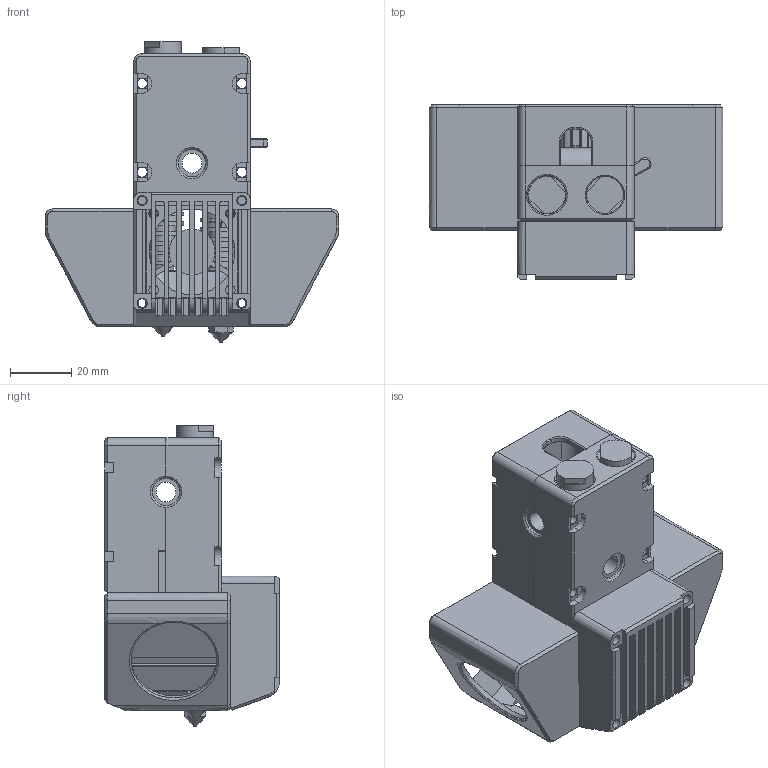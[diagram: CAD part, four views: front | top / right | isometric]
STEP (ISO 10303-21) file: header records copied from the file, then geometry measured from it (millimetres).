
FILE_DESCRIPTION(/* description */ (''),/* implementation_level */ '2;1');
FILE_NAME(/* name */ 'Mark1s.step',/* time_stamp */ '2019-05-29T22:22:48+10:00',/* author */ ('ryan.yy.huang'),/* organization */ (''),/* preprocessor_version */ 'ST-DEVELOPER v17.2',/* originating_system */ 'Autodesk Translation Framework v7.6.0.251',/* authorisation */ '');
FILE_SCHEMA (('AUTOMOTIVE_DESIGN { 1 0 10303 214 3 1 1 }'));
Length unit declared in the file: millimetre
Products named in the file (33): Mark1s; Hardware; 9434K51; Component10; Component11; Component12; Component13; Component27; Component28; Component29; Component30; Component31; Component32; Component33; Component34; Component35; Component36; Component37; Printing; Component6; Component7; Component8; Component9; Component38; Component39; Component47; Component41; Component42; Component43; Component44; Component45; Component46; Component49
Assembly tree (32 placements, depth 4):
  Mark1s
    Hardware
      9434K51
      Component10
      Component11
      Component12
      Component13
      Component27
      Component28
      Component29
      Component30
      Component31
      Component32
      Component33
      Component34
      Component35
      Component36
      Component37
    Printing
      Component6
        Component7
        Component8
        Component9
      Component38
      Component39
      Component47
      Component41
      Component42
      Component43
      Component44
      Component45
      Component46
      Component49
Bounding box: 96 x 57 x 98.1 mm (x, y, z)
Volume: 90126.2 mm3; surface area: 80975.8 mm2
Topology: 29 solids, 29 shells, 1389 faces, 3688 edges, 2360 vertices
Faces by surface type: plane 796, cylinder 394, torus 81, bspline 67, cone 43, sphere 8
Full cylindrical faces by diameter (mm): 0.4 x2, 2 x2, 2.2 x1, 2.7 x1, 2.8 x4, 3 x4, 3.2 x4, 3.3 x18, 3.4 x2, 4 x2, 5 x6, 6 x2, 6.15 x2, 6.3 x2, 6.5 x7, 7 x6, 7.7 x2, 8.3 x10, 8.5 x1, 9 x3, 9.6 x1, 11.5 x4, 12 x10, 12.2 x2, 12.3 x1, 12.5 x3, 12.8 x1, 13.5 x12, 28 x2
Entity records: 48451 total; most frequent: CARTESIAN_POINT 12814, ORIENTED_EDGE 7368, DIRECTION 7147, EDGE_CURVE 3684, AXIS2_PLACEMENT_3D 2426, VERTEX_POINT 2360, LINE 2295, VECTOR 2295
